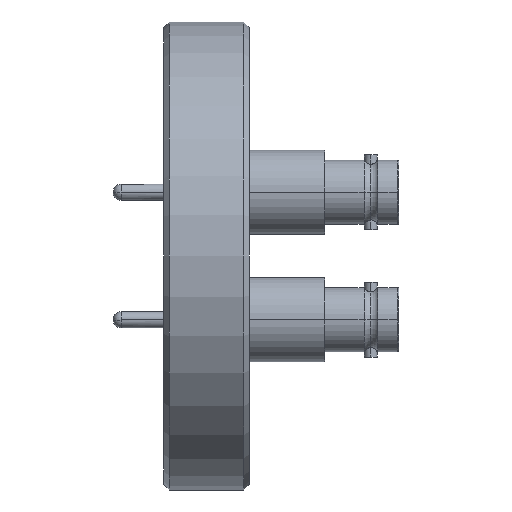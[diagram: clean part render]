
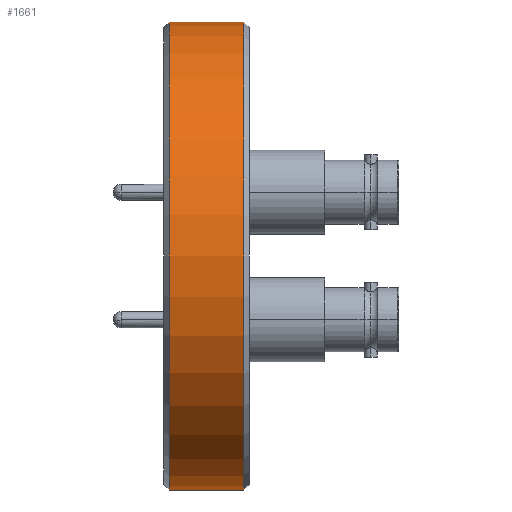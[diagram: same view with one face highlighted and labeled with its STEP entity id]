
A CAD part, left-side view. The second image highlights one B-rep face of the part: STEP entity #1661.
In plain terms, the highlighted cylindrical face has radius 34.925 mm (diameter 69.85 mm), a partial arc.
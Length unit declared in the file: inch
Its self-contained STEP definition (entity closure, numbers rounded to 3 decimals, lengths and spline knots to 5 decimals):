
#673 = DIRECTION ( 'NONE',  ( 0., 0., 1. ) ) ;
#676 = DIRECTION ( 'NONE',  ( 0., 1., 0. ) ) ;
#677 = CARTESIAN_POINT ( 'NONE',  ( 0., 0., 0. ) ) ;
#1536 = AXIS2_PLACEMENT_3D ( 'NONE', #3319, #3320, #3321 ) ;
#1661 = ADVANCED_FACE ( 'NONE', ( #4767 ), #4771, .T. ) ;
#2359 = CIRCLE ( 'NONE', #1536, 1.375 ) ;
#2364 = CIRCLE ( 'NONE', #5250, 1.375 ) ;
#2393 = LINE ( 'NONE', #3408, #2400 ) ;
#2399 = LINE ( 'NONE', #3412, #2402 ) ;
#2400 = VECTOR ( 'NONE', #3403, 39.37008 ) ;
#2402 = VECTOR ( 'NONE', #3413, 39.37008 ) ;
#2564 = CARTESIAN_POINT ( 'NONE',  ( 0., -1.14312, 1.375 ) ) ;
#2589 = CARTESIAN_POINT ( 'NONE',  ( 0., -0.70312, -1.375 ) ) ;
#2628 = CARTESIAN_POINT ( 'NONE',  ( 0., -0.70312, 1.375 ) ) ;
#3096 = VERTEX_POINT ( 'NONE', #2564 ) ;
#3121 = VERTEX_POINT ( 'NONE', #2589 ) ;
#3160 = VERTEX_POINT ( 'NONE', #2628 ) ;
#3319 = CARTESIAN_POINT ( 'NONE',  ( 0., -1.14312, 0. ) ) ;
#3320 = DIRECTION ( 'NONE',  ( 0., 1., 0. ) ) ;
#3321 = DIRECTION ( 'NONE',  ( 0., 0., 1. ) ) ;
#3322 = CARTESIAN_POINT ( 'NONE',  ( 0., -0.70312, 0. ) ) ;
#3323 = DIRECTION ( 'NONE',  ( 0., 1., 0. ) ) ;
#3324 = DIRECTION ( 'NONE',  ( 0., 0., 1. ) ) ;
#3403 = DIRECTION ( 'NONE',  ( 0., 1., 0. ) ) ;
#3408 = CARTESIAN_POINT ( 'NONE',  ( 0., 0., -1.375 ) ) ;
#3412 = CARTESIAN_POINT ( 'NONE',  ( 0., 0., 1.375 ) ) ;
#3413 = DIRECTION ( 'NONE',  ( 0., 1., 0. ) ) ;
#3695 = EDGE_CURVE ( 'NONE', #4680, #3096, #2359, .T. ) ;
#3696 = EDGE_CURVE ( 'NONE', #3121, #3160, #2364, .T. ) ;
#3755 = EDGE_CURVE ( 'NONE', #4680, #3121, #2393, .T. ) ;
#3756 = EDGE_CURVE ( 'NONE', #3096, #3160, #2399, .T. ) ;
#4132 = CARTESIAN_POINT ( 'NONE',  ( 0., -1.14312, -1.375 ) ) ;
#4299 = ORIENTED_EDGE ( 'NONE', *, *, #3755, .F. ) ;
#4300 = ORIENTED_EDGE ( 'NONE', *, *, #3695, .T. ) ;
#4301 = ORIENTED_EDGE ( 'NONE', *, *, #3756, .T. ) ;
#4302 = ORIENTED_EDGE ( 'NONE', *, *, #3696, .F. ) ;
#4680 = VERTEX_POINT ( 'NONE', #4132 ) ;
#4767 = FACE_OUTER_BOUND ( 'NONE', #6761, .T. ) ;
#4771 = CYLINDRICAL_SURFACE ( 'NONE', #5182, 1.375 ) ;
#5182 = AXIS2_PLACEMENT_3D ( 'NONE', #677, #676, #673 ) ;
#5250 = AXIS2_PLACEMENT_3D ( 'NONE', #3322, #3323, #3324 ) ;
#6761 = EDGE_LOOP ( 'NONE', ( #4299, #4300, #4301, #4302 ) ) ;
